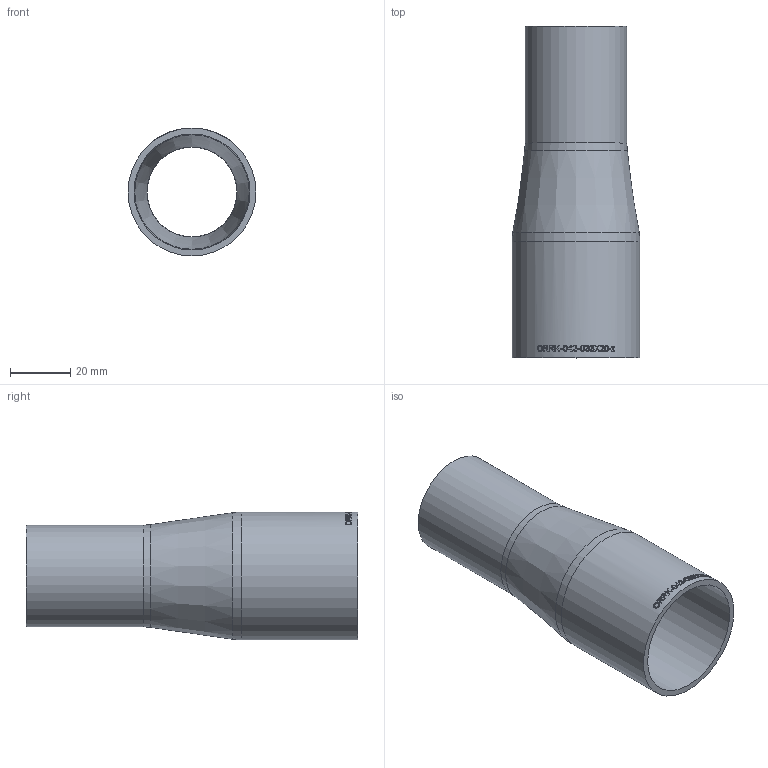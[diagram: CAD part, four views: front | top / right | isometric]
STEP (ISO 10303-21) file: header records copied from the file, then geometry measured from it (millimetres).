
FILE_DESCRIPTION (( 'STEP AP214' ), '1' );
FILE_NAME ('ORRK-042-033X20-x Reduzierung orbital ISO Koncenter 2008.STEP', '2020-08-14T11:33:47', ( '' ), ( '' ), 'SwSTEP 2.0', 'SolidWorks 2019', '' );
FILE_SCHEMA (( 'AUTOMOTIVE_DESIGN' ));
Length unit declared in the file: millimetre
Products named in the file (1): ORRK-042-033X20-x Reduzierung orbital ISO Koncenter 2008
Bounding box: 42.4 x 110 x 42.4 mm (x, y, z)
Volume: 24915.2 mm3; surface area: 25443 mm2
Topology: 1 solids, 1 shells, 241 faces, 637 edges, 422 vertices
Faces by surface type: bspline 142, plane 65, cylinder 28, torus 4, cone 2
Full cylindrical faces by diameter (mm): 29.7 x1, 33.7 x1, 38.4 x1, 42.4 x1
Entity records: 22985 total; most frequent: CARTESIAN_POINT 15787, ORIENTED_EDGE 1254, EDGE_CURVE 627, DIRECTION 472, B_SPLINE_CURVE_WITH_KNOTS 447, VERTEX_POINT 422, EDGE_LOOP 277, FACE_OUTER_BOUND 249
